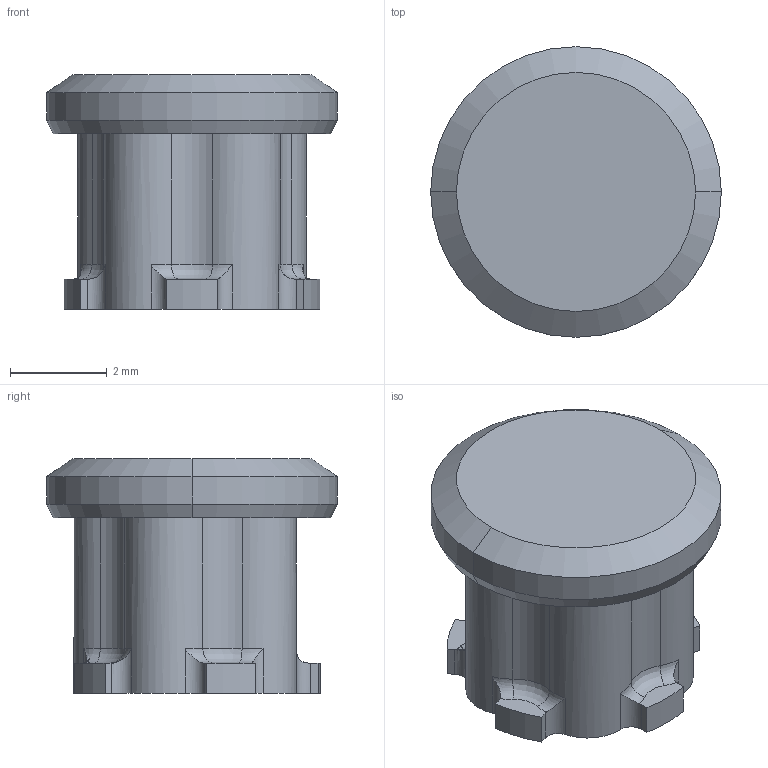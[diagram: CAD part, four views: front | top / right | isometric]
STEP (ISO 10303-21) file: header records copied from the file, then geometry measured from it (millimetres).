
FILE_DESCRIPTION(('produced by SPATIAL CORP'),'2;1');
FILE_NAME( 'stock_s1.hh.sat.stp','2002-04-22T10:00:11+00:00',( 'SPATIAL CORP'),('SPATIAL CORP'),'ACIS STEP Husk', 'http://www.spatial.com','SPATIAL CORP');
FILE_SCHEMA(('CONFIG_CONTROL_DESIGN'));
Length unit declared in the file: millimetre
Products named in the file (1): PRODUCT_ID_1
Bounding box: 6 x 6 x 4.84 mm (x, y, z)
Volume: 90.6 mm3; surface area: 135.8 mm2
Topology: 1 solids, 1 shells, 69 faces, 194 edges, 128 vertices
Faces by surface type: cylinder 27, plane 23, bspline 15, cone 4
Entity records: 15000 total; most frequent: CARTESIAN_POINT 13260, ORIENTED_EDGE 388, DIRECTION 296, EDGE_CURVE 194, VERTEX_POINT 128, AXIS2_PLACEMENT_3D 110, VECTOR 76, LINE 76
